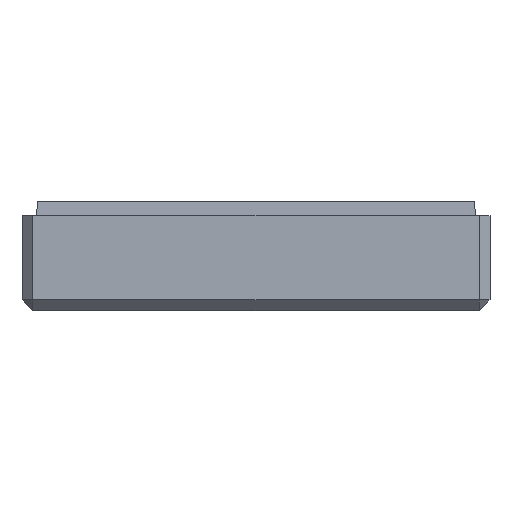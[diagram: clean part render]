
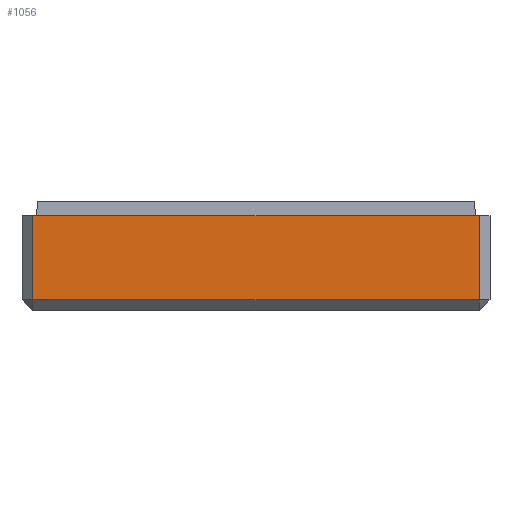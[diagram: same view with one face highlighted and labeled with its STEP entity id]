
A CAD part, front view. The second image highlights one B-rep face of the part: STEP entity #1056.
In plain terms, the highlighted planar face has unit normal (0, -1, 0).
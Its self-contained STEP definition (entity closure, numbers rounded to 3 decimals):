
#33 = EDGE_CURVE ( 'NONE', #1285, #1451, #345, .T. ) ;
#42 = DIRECTION ( 'NONE',  ( 0., 0., -1. ) ) ;
#72 = EDGE_CURVE ( 'NONE', #1170, #1451, #1977, .T. ) ;
#114 = EDGE_CURVE ( 'NONE', #1170, #1473, #701, .T. ) ;
#185 = DIRECTION ( 'NONE',  ( 1., 0., 0. ) ) ;
#197 = CARTESIAN_POINT ( 'NONE',  ( -15.25, -16., -2.5 ) ) ;
#345 = LINE ( 'NONE', #894, #2086 ) ;
#398 = DIRECTION ( 'NONE',  ( 0., -1., 0. ) ) ;
#401 = CARTESIAN_POINT ( 'NONE',  ( 15.25, -16., -1.75 ) ) ;
#416 = VECTOR ( 'NONE', #185, 1000. ) ;
#524 = EDGE_CURVE ( 'NONE', #1473, #1285, #1196, .T. ) ;
#570 = FACE_OUTER_BOUND ( 'NONE', #1665, .T. ) ;
#701 = LINE ( 'NONE', #197, #1415 ) ;
#842 = ORIENTED_EDGE ( 'NONE', *, *, #524, .T. ) ;
#894 = CARTESIAN_POINT ( 'NONE',  ( 15.25, -16., -2.5 ) ) ;
#898 = DIRECTION ( 'NONE',  ( 0., 0., -1. ) ) ;
#1031 = CARTESIAN_POINT ( 'NONE',  ( -15.25, -16., -1.75 ) ) ;
#1056 = ADVANCED_FACE ( 'NONE', ( #570 ), #1617, .T. ) ;
#1170 = VERTEX_POINT ( 'NONE', #2146 ) ;
#1196 = LINE ( 'NONE', #1736, #1638 ) ;
#1233 = DIRECTION ( 'NONE',  ( 1., 0., 0. ) ) ;
#1285 = VERTEX_POINT ( 'NONE', #401 ) ;
#1297 = ORIENTED_EDGE ( 'NONE', *, *, #72, .F. ) ;
#1415 = VECTOR ( 'NONE', #898, 1000. ) ;
#1446 = AXIS2_PLACEMENT_3D ( 'NONE', #1641, #398, #42 ) ;
#1451 = VERTEX_POINT ( 'NONE', #1675 ) ;
#1473 = VERTEX_POINT ( 'NONE', #1031 ) ;
#1609 = DIRECTION ( 'NONE',  ( 0., 0., 1. ) ) ;
#1612 = CARTESIAN_POINT ( 'NONE',  ( -16., -16., 4. ) ) ;
#1617 = PLANE ( 'NONE',  #1446 ) ;
#1638 = VECTOR ( 'NONE', #1233, 1000. ) ;
#1641 = CARTESIAN_POINT ( 'NONE',  ( -16., -16., -2.5 ) ) ;
#1665 = EDGE_LOOP ( 'NONE', ( #842, #1948, #1297, #2017 ) ) ;
#1675 = CARTESIAN_POINT ( 'NONE',  ( 15.25, -16., 4. ) ) ;
#1736 = CARTESIAN_POINT ( 'NONE',  ( -16., -16., -1.75 ) ) ;
#1948 = ORIENTED_EDGE ( 'NONE', *, *, #33, .T. ) ;
#1977 = LINE ( 'NONE', #1612, #416 ) ;
#2017 = ORIENTED_EDGE ( 'NONE', *, *, #114, .T. ) ;
#2086 = VECTOR ( 'NONE', #1609, 1000. ) ;
#2146 = CARTESIAN_POINT ( 'NONE',  ( -15.25, -16., 4. ) ) ;
